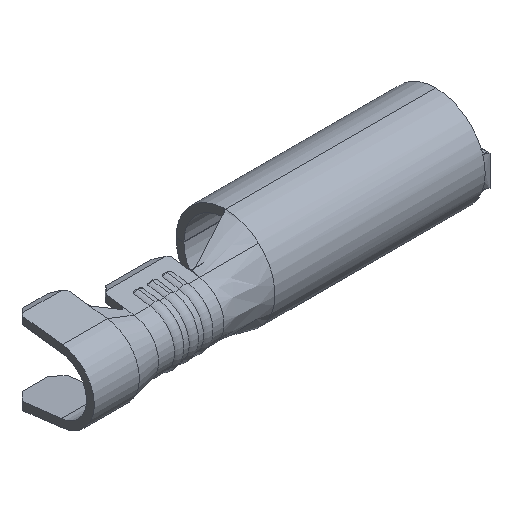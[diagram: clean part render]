
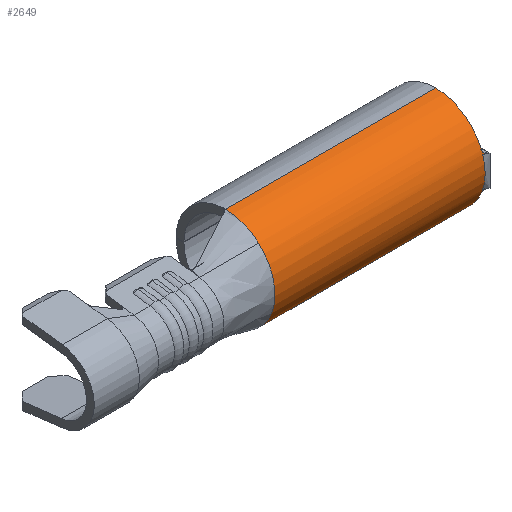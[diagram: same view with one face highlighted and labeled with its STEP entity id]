
A CAD part, isometric view. The second image highlights one B-rep face of the part: STEP entity #2649.
In plain terms, the highlighted cylindrical face has radius 2.591 mm (diameter 5.182 mm), a partial arc.
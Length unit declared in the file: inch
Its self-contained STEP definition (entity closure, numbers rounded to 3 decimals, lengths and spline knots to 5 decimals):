
#41 = AXIS2_PLACEMENT_3D ( 'NONE', #1225, #4417, #3715 ) ;
#56 = VERTEX_POINT ( 'NONE', #2993 ) ;
#88 = ORIENTED_EDGE ( 'NONE', *, *, #2837, .F. ) ;
#107 = ORIENTED_EDGE ( 'NONE', *, *, #2154, .T. ) ;
#116 = CARTESIAN_POINT ( 'NONE',  ( 0., 0., 0.102 ) ) ;
#159 = ORIENTED_EDGE ( 'NONE', *, *, #1112, .F. ) ;
#161 = ORIENTED_EDGE ( 'NONE', *, *, #4070, .F. ) ;
#178 = VERTEX_POINT ( 'NONE', #1203 ) ;
#201 = CARTESIAN_POINT ( 'NONE',  ( 0.00754, -0.09711, 0.03122 ) ) ;
#211 = ORIENTED_EDGE ( 'NONE', *, *, #357, .T. ) ;
#215 = ORIENTED_EDGE ( 'NONE', *, *, #2702, .F. ) ;
#250 = ORIENTED_EDGE ( 'NONE', *, *, #1074, .F. ) ;
#262 = ORIENTED_EDGE ( 'NONE', *, *, #463, .F. ) ;
#343 = CARTESIAN_POINT ( 'NONE',  ( -0.434, 0., -0.102 ) ) ;
#357 = EDGE_CURVE ( 'NONE', #3389, #2844, #3029, .T. ) ;
#374 = ORIENTED_EDGE ( 'NONE', *, *, #4361, .F. ) ;
#463 = EDGE_CURVE ( 'NONE', #56, #1804, #2716, .T. ) ;
#502 = CIRCLE ( 'NONE', #4217, 0.102 ) ;
#534 = DIRECTION ( 'NONE',  ( -1., 0., 0. ) ) ;
#582 = CARTESIAN_POINT ( 'NONE',  ( 0.00098, -0.09706, -0.03136 ) ) ;
#595 = CARTESIAN_POINT ( 'NONE',  ( 0.00296, -0.09711, -0.03119 ) ) ;
#694 = DIRECTION ( 'NONE',  ( 1., 0., 0. ) ) ;
#720 = CARTESIAN_POINT ( 'NONE',  ( 0.00754, -0.09711, 0.03122 ) ) ;
#775 = B_SPLINE_CURVE_WITH_KNOTS ( 'NONE', 3,
 ( #2123, #3143, #4186, #2142, #4537, #2481 ),
 .UNSPECIFIED., .F., .F.,
 ( 4, 2, 4 ),
 ( 0., 0.00015, 0.0003 ),
 .UNSPECIFIED. ) ;
#924 = CIRCLE ( 'NONE', #3674, 0.102 ) ;
#969 = CARTESIAN_POINT ( 'NONE',  ( 0.00602, -0.09714, -0.0311 ) ) ;
#1074 = EDGE_CURVE ( 'NONE', #1804, #2694, #3503, .T. ) ;
#1086 = CIRCLE ( 'NONE', #2682, 0.102 ) ;
#1112 = EDGE_CURVE ( 'NONE', #1870, #2844, #502, .T. ) ;
#1124 = CARTESIAN_POINT ( 'NONE',  ( 0.00456, -0.09713, 0.03113 ) ) ;
#1203 = CARTESIAN_POINT ( 'NONE',  ( 0., -0.09464, 0.03805 ) ) ;
#1225 = CARTESIAN_POINT ( 'NONE',  ( -0.434, 0., 0. ) ) ;
#1350 = CARTESIAN_POINT ( 'NONE',  ( 0., 0., -0.102 ) ) ;
#1488 = CARTESIAN_POINT ( 'NONE',  ( 0., 0., 0. ) ) ;
#1506 = ORIENTED_EDGE ( 'NONE', *, *, #4519, .F. ) ;
#1515 = CARTESIAN_POINT ( 'NONE',  ( 0.00151, -0.09709, 0.03128 ) ) ;
#1627 = CARTESIAN_POINT ( 'NONE',  ( -0.434, 0., 0.102 ) ) ;
#1679 = EDGE_LOOP ( 'NONE', ( #250, #262, #215, #161, #211, #159, #107, #88, #4697, #374, #4668, #1506 ) ) ;
#1770 = VECTOR ( 'NONE', #3903, 39.37008 ) ;
#1800 = CARTESIAN_POINT ( 'NONE',  ( 0., -0.09701, -0.0315 ) ) ;
#1804 = VERTEX_POINT ( 'NONE', #1627 ) ;
#1870 = VERTEX_POINT ( 'NONE', #3628 ) ;
#1901 = DIRECTION ( 'NONE',  ( 0., 0., -1. ) ) ;
#1978 = CARTESIAN_POINT ( 'NONE',  ( -0.434, 0., 0. ) ) ;
#2080 = DIRECTION ( 'NONE',  ( -1., 0., 0. ) ) ;
#2098 = CARTESIAN_POINT ( 'NONE',  ( 0.00754, -0.09711, -0.03122 ) ) ;
#2117 = CARTESIAN_POINT ( 'NONE',  ( 0., 0., 0. ) ) ;
#2123 = CARTESIAN_POINT ( 'NONE',  ( 0., -0.09464, -0.03805 ) ) ;
#2142 = CARTESIAN_POINT ( 'NONE',  ( 0.00357, -0.09693, -0.03179 ) ) ;
#2154 = EDGE_CURVE ( 'NONE', #1870, #2747, #775, .T. ) ;
#2216 = CYLINDRICAL_SURFACE ( 'NONE', #41, 0.102 ) ;
#2230 = B_SPLINE_CURVE_WITH_KNOTS ( 'NONE', 3,
 ( #2271, #4314, #3287, #1124, #3633, #1515, #3973 ),
 .UNSPECIFIED., .F., .F.,
 ( 4, 3, 4 ),
 ( 0., 0.00008, 0.00019 ),
 .UNSPECIFIED. ) ;
#2254 = CARTESIAN_POINT ( 'NONE',  ( 0.00079, -0.09604, 0.03437 ) ) ;
#2271 = CARTESIAN_POINT ( 'NONE',  ( 0.00754, -0.09711, 0.03122 ) ) ;
#2344 = DIRECTION ( 'NONE',  ( 0., 0., 1. ) ) ;
#2394 = B_SPLINE_CURVE_WITH_KNOTS ( 'NONE', 3,
 ( #4179, #582, #2806, #595, #3145, #969, #3491 ),
 .UNSPECIFIED., .F., .F.,
 ( 4, 3, 4 ),
 ( 0., 0.00008, 0.00019 ),
 .UNSPECIFIED. ) ;
#2466 = DIRECTION ( 'NONE',  ( 0., 0., -1. ) ) ;
#2480 = VERTEX_POINT ( 'NONE', #4310 ) ;
#2481 = CARTESIAN_POINT ( 'NONE',  ( 0.00754, -0.09711, -0.03122 ) ) ;
#2590 = CARTESIAN_POINT ( 'NONE',  ( 0., -0.09464, 0.03805 ) ) ;
#2649 = ADVANCED_FACE ( 'NONE', ( #4150 ), #2216, .T. ) ;
#2682 = AXIS2_PLACEMENT_3D ( 'NONE', #2117, #4522, #2466 ) ;
#2694 = VERTEX_POINT ( 'NONE', #116 ) ;
#2702 = EDGE_CURVE ( 'NONE', #3061, #56, #3007, .T. ) ;
#2716 = CIRCLE ( 'NONE', #3696, 0.102 ) ;
#2747 = VERTEX_POINT ( 'NONE', #2098 ) ;
#2755 = CARTESIAN_POINT ( 'NONE',  ( -0.434, 0., 0. ) ) ;
#2806 = CARTESIAN_POINT ( 'NONE',  ( 0.00197, -0.09709, -0.03125 ) ) ;
#2837 = EDGE_CURVE ( 'NONE', #2949, #2747, #2394, .T. ) ;
#2844 = VERTEX_POINT ( 'NONE', #1350 ) ;
#2888 = CARTESIAN_POINT ( 'NONE',  ( 0., 0., 0. ) ) ;
#2949 = VERTEX_POINT ( 'NONE', #1800 ) ;
#2993 = CARTESIAN_POINT ( 'NONE',  ( -0.434, -0.06838, 0.07569 ) ) ;
#3007 = CIRCLE ( 'NONE', #4250, 0.102 ) ;
#3029 = LINE ( 'NONE', #343, #3828 ) ;
#3061 = VERTEX_POINT ( 'NONE', #4616 ) ;
#3088 = DIRECTION ( 'NONE',  ( 0., 0., 1. ) ) ;
#3143 = CARTESIAN_POINT ( 'NONE',  ( 0., -0.09538, -0.03621 ) ) ;
#3145 = CARTESIAN_POINT ( 'NONE',  ( 0.00449, -0.09714, -0.0311 ) ) ;
#3207 = CARTESIAN_POINT ( 'NONE',  ( -0.434, 0., 0.102 ) ) ;
#3227 = DIRECTION ( 'NONE',  ( 0., 0., -1. ) ) ;
#3287 = CARTESIAN_POINT ( 'NONE',  ( 0.00555, -0.09714, 0.03111 ) ) ;
#3389 = VERTEX_POINT ( 'NONE', #4121 ) ;
#3491 = CARTESIAN_POINT ( 'NONE',  ( 0.00754, -0.09711, -0.03122 ) ) ;
#3503 = LINE ( 'NONE', #3207, #1770 ) ;
#3508 = CIRCLE ( 'NONE', #3818, 0.102 ) ;
#3599 = CARTESIAN_POINT ( 'NONE',  ( 0.00557, -0.09715, 0.03107 ) ) ;
#3628 = CARTESIAN_POINT ( 'NONE',  ( 0., -0.09464, -0.03805 ) ) ;
#3633 = CARTESIAN_POINT ( 'NONE',  ( 0.00303, -0.09713, 0.03115 ) ) ;
#3674 = AXIS2_PLACEMENT_3D ( 'NONE', #2888, #694, #3227 ) ;
#3696 = AXIS2_PLACEMENT_3D ( 'NONE', #1978, #4382, #2344 ) ;
#3715 = DIRECTION ( 'NONE',  ( 0., 0., -1. ) ) ;
#3757 = EDGE_CURVE ( 'NONE', #2480, #2949, #924, .T. ) ;
#3818 = AXIS2_PLACEMENT_3D ( 'NONE', #4127, #2080, #4477 ) ;
#3828 = VECTOR ( 'NONE', #4256, 39.37008 ) ;
#3903 = DIRECTION ( 'NONE',  ( 1., 0., 0. ) ) ;
#3951 = DIRECTION ( 'NONE',  ( 1., 0., 0. ) ) ;
#3973 = CARTESIAN_POINT ( 'NONE',  ( 0., -0.09701, 0.0315 ) ) ;
#4070 = EDGE_CURVE ( 'NONE', #3389, #3061, #3508, .T. ) ;
#4121 = CARTESIAN_POINT ( 'NONE',  ( -0.434, 0., -0.102 ) ) ;
#4127 = CARTESIAN_POINT ( 'NONE',  ( -0.434, 0., 0. ) ) ;
#4150 = FACE_OUTER_BOUND ( 'NONE', #1679, .T. ) ;
#4179 = CARTESIAN_POINT ( 'NONE',  ( 0., -0.09701, -0.0315 ) ) ;
#4186 = CARTESIAN_POINT ( 'NONE',  ( 0.00079, -0.09604, -0.03438 ) ) ;
#4217 = AXIS2_PLACEMENT_3D ( 'NONE', #1488, #3951, #1901 ) ;
#4250 = AXIS2_PLACEMENT_3D ( 'NONE', #2755, #534, #3088 ) ;
#4256 = DIRECTION ( 'NONE',  ( 1., 0., 0. ) ) ;
#4299 = CARTESIAN_POINT ( 'NONE',  ( 0.00358, -0.09693, 0.03178 ) ) ;
#4310 = CARTESIAN_POINT ( 'NONE',  ( 0., -0.09701, 0.0315 ) ) ;
#4314 = CARTESIAN_POINT ( 'NONE',  ( 0.00655, -0.09713, 0.03114 ) ) ;
#4361 = EDGE_CURVE ( 'NONE', #4573, #2480, #2230, .T. ) ;
#4382 = DIRECTION ( 'NONE',  ( -1., 0., 0. ) ) ;
#4417 = DIRECTION ( 'NONE',  ( 1., 0., 0. ) ) ;
#4477 = DIRECTION ( 'NONE',  ( 0., 0., 1. ) ) ;
#4489 = B_SPLINE_CURVE_WITH_KNOTS ( 'NONE', 3,
 ( #720, #3599, #4299, #2254, #4655, #2590 ),
 .UNSPECIFIED., .F., .F.,
 ( 4, 2, 4 ),
 ( 0., 0.00015, 0.0003 ),
 .UNSPECIFIED. ) ;
#4519 = EDGE_CURVE ( 'NONE', #2694, #178, #1086, .T. ) ;
#4522 = DIRECTION ( 'NONE',  ( 1., 0., 0. ) ) ;
#4537 = CARTESIAN_POINT ( 'NONE',  ( 0.00557, -0.09715, -0.03107 ) ) ;
#4573 = VERTEX_POINT ( 'NONE', #201 ) ;
#4616 = CARTESIAN_POINT ( 'NONE',  ( -0.434, -0.06456, -0.07897 ) ) ;
#4655 = CARTESIAN_POINT ( 'NONE',  ( 0., -0.09538, 0.03621 ) ) ;
#4668 = ORIENTED_EDGE ( 'NONE', *, *, #4701, .T. ) ;
#4697 = ORIENTED_EDGE ( 'NONE', *, *, #3757, .F. ) ;
#4701 = EDGE_CURVE ( 'NONE', #4573, #178, #4489, .T. ) ;
